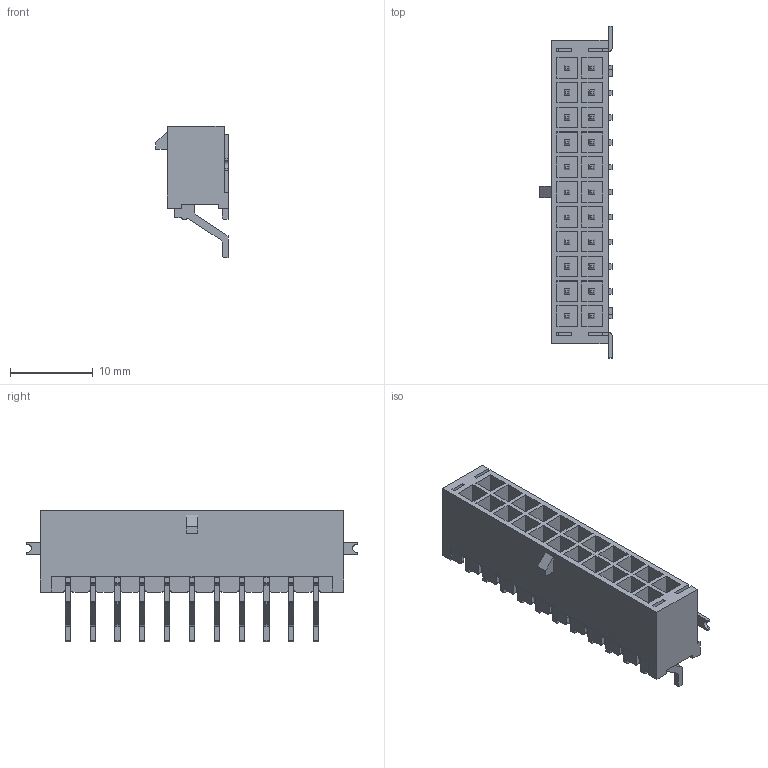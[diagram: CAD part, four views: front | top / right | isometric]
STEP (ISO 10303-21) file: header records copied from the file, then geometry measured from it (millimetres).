
FILE_DESCRIPTION(/* description */ ('Unknown'),/* implementation_level */ '2;1');
FILE_NAME(/* name */ '662022231722',/* time_stamp */ '2017-07-20T09:13:36+02:00',/* author */ ('Unknown'),/* organization */ ('Unknown'),/* preprocessor_version */ 'ST-DEVELOPER v16.7',/* originating_system */ 'DEX',/* authorisation */ $);
FILE_SCHEMA (('AUTOMOTIVE_DESIGN { 1 0 10303 214 3 1 1 }','AUTOMOTIVE_DESIGN {1 0 10303 214 3 1 1}'));
Length unit declared in the file: millimetre
Products named in the file (5): 6620xx231722; 662022231722; 6620xx231722_PATTE; 6620xx231722_PIN_COURTE; 6620xx231722_PIN_LONGUE
Assembly tree (25 placements, depth 2):
  6620xx231722
    662022231722
    6620xx231722_PATTE  x2
    6620xx231722_PIN_COURTE  x11
    6620xx231722_PIN_LONGUE  x11
Bounding box: 8.76 x 40.1 x 15.9 mm (x, y, z)
Volume: 1573.6 mm3; surface area: 4307.2 mm2
Topology: 25 solids, 25 shells, 1064 faces, 2963 edges, 1946 vertices
Faces by surface type: plane 937, cylinder 127
Entity records: 16561 total; most frequent: CARTESIAN_POINT 2937, ORIENTED_EDGE 2906, DIRECTION 2597, EDGE_CURVE 1453, LINE 1345, VECTOR 1345, VERTEX_POINT 966, AXIS2_PLACEMENT_3D 626
